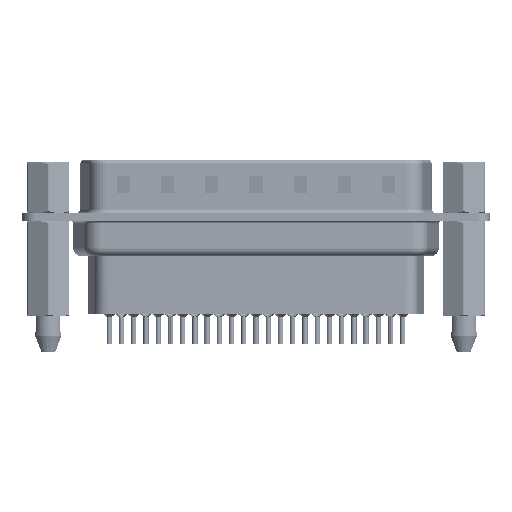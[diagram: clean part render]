
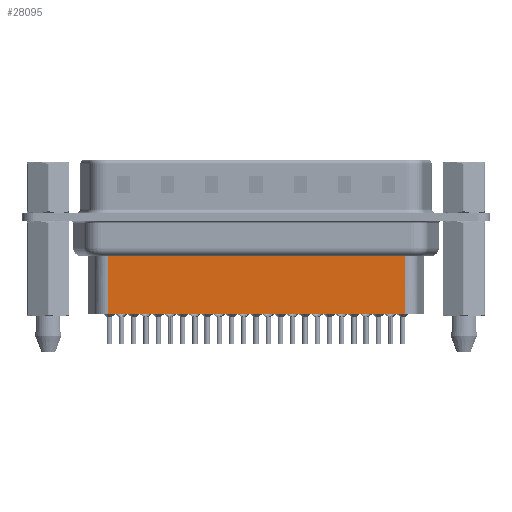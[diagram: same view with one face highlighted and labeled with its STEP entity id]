
A CAD part, front view. The second image highlights one B-rep face of the part: STEP entity #28095.
In plain terms, the highlighted planar face has unit normal (0, -1, 0).
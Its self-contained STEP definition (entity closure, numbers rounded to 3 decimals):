
#156 = DIRECTION ( 'NONE',  ( -1., 0., 0. ) ) ;
#449 = CARTESIAN_POINT ( 'NONE',  ( 6.706, -3.5, -10.95 ) ) ;
#2102 = LINE ( 'NONE', #30682, #5168 ) ;
#2208 = CARTESIAN_POINT ( 'NONE',  ( 6.706, -3.5, -3.1 ) ) ;
#2577 = EDGE_CURVE ( 'NONE', #20145, #25658, #18357, .T. ) ;
#3366 = CARTESIAN_POINT ( 'NONE',  ( 40.344, -3.5, -4.097 ) ) ;
#3511 = ORIENTED_EDGE ( 'NONE', *, *, #6933, .F. ) ;
#3840 = VECTOR ( 'NONE', #8822, 1000. ) ;
#3853 = ORIENTED_EDGE ( 'NONE', *, *, #12766, .T. ) ;
#4643 = AXIS2_PLACEMENT_3D ( 'NONE', #22138, #8884, #19097 ) ;
#5168 = VECTOR ( 'NONE', #7373, 1000. ) ;
#6933 = EDGE_CURVE ( 'NONE', #7901, #20853, #2102, .T. ) ;
#7373 = DIRECTION ( 'NONE',  ( 0., 0., -1. ) ) ;
#7901 = VERTEX_POINT ( 'NONE', #3366 ) ;
#8374 = CARTESIAN_POINT ( 'NONE',  ( 40.344, -3.5, -10.95 ) ) ;
#8822 = DIRECTION ( 'NONE',  ( -1., 0., 0. ) ) ;
#8884 = DIRECTION ( 'NONE',  ( 0., -1., 0. ) ) ;
#10711 = EDGE_LOOP ( 'NONE', ( #3511, #3853, #24734, #10734 ) ) ;
#10734 = ORIENTED_EDGE ( 'NONE', *, *, #24545, .F. ) ;
#11214 = CARTESIAN_POINT ( 'NONE',  ( 6.706, -3.5, -10.95 ) ) ;
#11391 = LINE ( 'NONE', #11214, #3840 ) ;
#12766 = EDGE_CURVE ( 'NONE', #7901, #20145, #23304, .T. ) ;
#13549 = VECTOR ( 'NONE', #22953, 1000. ) ;
#16883 = FACE_OUTER_BOUND ( 'NONE', #10711, .T. ) ;
#18357 = LINE ( 'NONE', #2208, #13549 ) ;
#18376 = CARTESIAN_POINT ( 'NONE',  ( 6.706, -3.5, -4.097 ) ) ;
#19097 = DIRECTION ( 'NONE',  ( 1., 0., 0. ) ) ;
#19258 = PLANE ( 'NONE',  #4643 ) ;
#20145 = VERTEX_POINT ( 'NONE', #18376 ) ;
#20298 = VECTOR ( 'NONE', #156, 1000. ) ;
#20853 = VERTEX_POINT ( 'NONE', #8374 ) ;
#22138 = CARTESIAN_POINT ( 'NONE',  ( 6.706, -3.5, -3.1 ) ) ;
#22953 = DIRECTION ( 'NONE',  ( 0., 0., -1. ) ) ;
#23304 = LINE ( 'NONE', #28250, #20298 ) ;
#24545 = EDGE_CURVE ( 'NONE', #20853, #25658, #11391, .T. ) ;
#24734 = ORIENTED_EDGE ( 'NONE', *, *, #2577, .T. ) ;
#25658 = VERTEX_POINT ( 'NONE', #449 ) ;
#28095 = ADVANCED_FACE ( 'NONE', ( #16883 ), #19258, .T. ) ;
#28250 = CARTESIAN_POINT ( 'NONE',  ( 6.459, -3.5, -4.097 ) ) ;
#30682 = CARTESIAN_POINT ( 'NONE',  ( 40.344, -3.5, -3.1 ) ) ;
